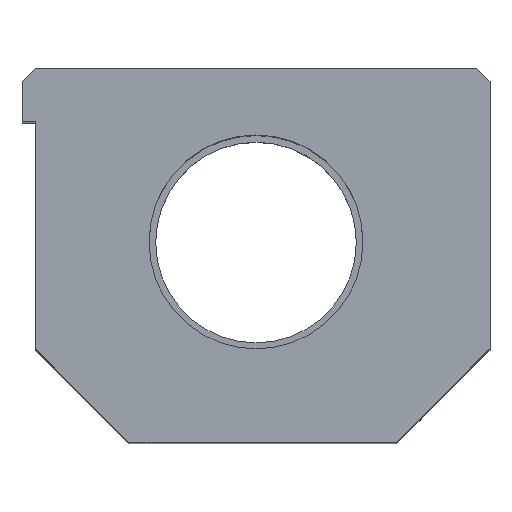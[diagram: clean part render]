
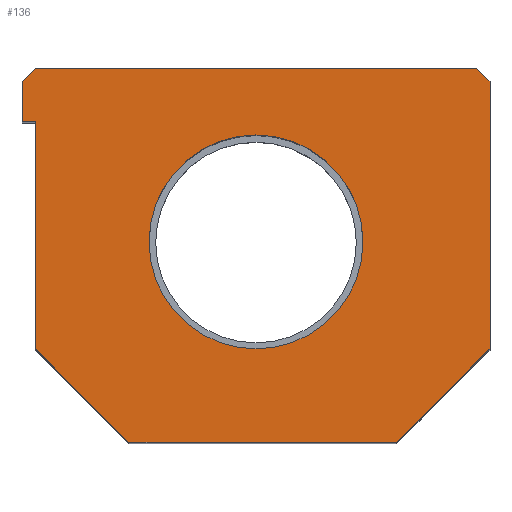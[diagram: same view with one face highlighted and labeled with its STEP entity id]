
A CAD part, top view. The second image highlights one B-rep face of the part: STEP entity #136.
In plain terms, the highlighted planar face has unit normal (0, 0, 1).
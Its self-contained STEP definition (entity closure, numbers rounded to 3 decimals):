
#136 = ADVANCED_FACE( '', ( #276, #277 ), #278, .T. );
#276 = FACE_BOUND( '', #419, .T. );
#277 = FACE_OUTER_BOUND( '', #420, .T. );
#278 = PLANE( '', #421 );
#419 = EDGE_LOOP( '', ( #884, #885 ) );
#420 = EDGE_LOOP( '', ( #886, #887, #888, #889, #890, #891, #892, #893, #894, #895 ) );
#421 = AXIS2_PLACEMENT_3D( '', #896, #897, #898 );
#884 = ORIENTED_EDGE( '', *, *, #1045, .T. );
#885 = ORIENTED_EDGE( '', *, *, #915, .T. );
#886 = ORIENTED_EDGE( '', *, *, #1046, .F. );
#887 = ORIENTED_EDGE( '', *, *, #1062, .F. );
#888 = ORIENTED_EDGE( '', *, *, #1059, .F. );
#889 = ORIENTED_EDGE( '', *, *, #1026, .F. );
#890 = ORIENTED_EDGE( '', *, *, #1031, .F. );
#891 = ORIENTED_EDGE( '', *, *, #1055, .F. );
#892 = ORIENTED_EDGE( '', *, *, #1020, .F. );
#893 = ORIENTED_EDGE( '', *, *, #1024, .F. );
#894 = ORIENTED_EDGE( '', *, *, #1053, .F. );
#895 = ORIENTED_EDGE( '', *, *, #1050, .F. );
#896 = CARTESIAN_POINT( '', ( 0., 0., 62. ) );
#897 = DIRECTION( '', ( 0., 0., 1. ) );
#898 = DIRECTION( '', ( 1., 0., 0. ) );
#915 = EDGE_CURVE( '', #1067, #1064, #1068, .T. );
#1020 = EDGE_CURVE( '', #1249, #1251, #1252, .T. );
#1024 = EDGE_CURVE( '', #1256, #1249, #1258, .T. );
#1026 = EDGE_CURVE( '', #1259, #1261, #1262, .T. );
#1031 = EDGE_CURVE( '', #1268, #1259, #1270, .T. );
#1045 = EDGE_CURVE( '', #1064, #1067, #1284, .T. );
#1046 = EDGE_CURVE( '', #1285, #1286, #1287, .T. );
#1050 = EDGE_CURVE( '', #1286, #1293, #1294, .T. );
#1053 = EDGE_CURVE( '', #1293, #1256, #1298, .T. );
#1055 = EDGE_CURVE( '', #1251, #1268, #1300, .T. );
#1059 = EDGE_CURVE( '', #1261, #1305, #1306, .T. );
#1062 = EDGE_CURVE( '', #1305, #1285, #1310, .T. );
#1064 = VERTEX_POINT( '', #1312 );
#1067 = VERTEX_POINT( '', #1316 );
#1068 = CIRCLE( '', #1317, 8. );
#1249 = VERTEX_POINT( '', #1588 );
#1251 = VERTEX_POINT( '', #1591 );
#1252 = LINE( '', #1592, #1593 );
#1256 = VERTEX_POINT( '', #1599 );
#1258 = LINE( '', #1602, #1603 );
#1259 = VERTEX_POINT( '', #1604 );
#1261 = VERTEX_POINT( '', #1607 );
#1262 = LINE( '', #1608, #1609 );
#1268 = VERTEX_POINT( '', #1618 );
#1270 = LINE( '', #1621, #1622 );
#1284 = CIRCLE( '', #1636, 8. );
#1285 = VERTEX_POINT( '', #1637 );
#1286 = VERTEX_POINT( '', #1638 );
#1287 = LINE( '', #1639, #1640 );
#1293 = VERTEX_POINT( '', #1649 );
#1294 = LINE( '', #1650, #1651 );
#1298 = LINE( '', #1657, #1658 );
#1300 = LINE( '', #1661, #1662 );
#1305 = VERTEX_POINT( '', #1670 );
#1306 = LINE( '', #1671, #1672 );
#1310 = LINE( '', #1678, #1679 );
#1312 = CARTESIAN_POINT( '', ( 0., 23., 62. ) );
#1316 = CARTESIAN_POINT( '', ( 0., 7., 62. ) );
#1317 = AXIS2_PLACEMENT_3D( '', #1683, #1684, #1685 );
#1588 = CARTESIAN_POINT( '', ( 17.5, 7., 62. ) );
#1591 = CARTESIAN_POINT( '', ( 10.5, 0., 62. ) );
#1592 = CARTESIAN_POINT( '', ( 10.5, 0., 62. ) );
#1593 = VECTOR( '', #1886, 1. );
#1599 = CARTESIAN_POINT( '', ( 17.5, 27., 62. ) );
#1602 = CARTESIAN_POINT( '', ( 17.5, 7., 62. ) );
#1603 = VECTOR( '', #1890, 1. );
#1604 = CARTESIAN_POINT( '', ( -16.5, 7., 62. ) );
#1607 = CARTESIAN_POINT( '', ( -16.5, 24., 62. ) );
#1608 = CARTESIAN_POINT( '', ( -16.5, 24., 62. ) );
#1609 = VECTOR( '', #1892, 1. );
#1618 = CARTESIAN_POINT( '', ( -9.5, 0., 62. ) );
#1621 = CARTESIAN_POINT( '', ( -16.5, 7., 62. ) );
#1622 = VECTOR( '', #1897, 1. );
#1636 = AXIS2_PLACEMENT_3D( '', #1937, #1938, #1939 );
#1637 = CARTESIAN_POINT( '', ( -17.5, 27., 62. ) );
#1638 = CARTESIAN_POINT( '', ( -16.5, 28., 62. ) );
#1639 = CARTESIAN_POINT( '', ( -16.5, 28., 62. ) );
#1640 = VECTOR( '', #1940, 1. );
#1649 = CARTESIAN_POINT( '', ( 16.5, 28., 62. ) );
#1650 = CARTESIAN_POINT( '', ( 16.5, 28., 62. ) );
#1651 = VECTOR( '', #1944, 1. );
#1657 = CARTESIAN_POINT( '', ( 17.5, 27., 62. ) );
#1658 = VECTOR( '', #1947, 1. );
#1661 = CARTESIAN_POINT( '', ( -9.5, 0., 62. ) );
#1662 = VECTOR( '', #1949, 1. );
#1670 = CARTESIAN_POINT( '', ( -17.5, 24., 62. ) );
#1671 = CARTESIAN_POINT( '', ( -17.5, 24., 62. ) );
#1672 = VECTOR( '', #1953, 1. );
#1678 = CARTESIAN_POINT( '', ( -17.5, 27., 62. ) );
#1679 = VECTOR( '', #1956, 1. );
#1683 = CARTESIAN_POINT( '', ( 0., 15., 62. ) );
#1684 = DIRECTION( '', ( 0., 0., -1. ) );
#1685 = DIRECTION( '', ( 0., 1., 0. ) );
#1886 = DIRECTION( '', ( -0.707, -0.707, 0. ) );
#1890 = DIRECTION( '', ( 0., -1., 0. ) );
#1892 = DIRECTION( '', ( 0., 1., 0. ) );
#1897 = DIRECTION( '', ( -0.707, 0.707, 0. ) );
#1937 = CARTESIAN_POINT( '', ( 0., 15., 62. ) );
#1938 = DIRECTION( '', ( 0., 0., -1. ) );
#1939 = DIRECTION( '', ( 0., 1., 0. ) );
#1940 = DIRECTION( '', ( 0.707, 0.707, 0. ) );
#1944 = DIRECTION( '', ( 1., 0., 0. ) );
#1947 = DIRECTION( '', ( 0.707, -0.707, 0. ) );
#1949 = DIRECTION( '', ( -1., 0., 0. ) );
#1953 = DIRECTION( '', ( -1., 0., 0. ) );
#1956 = DIRECTION( '', ( 0., 1., 0. ) );
